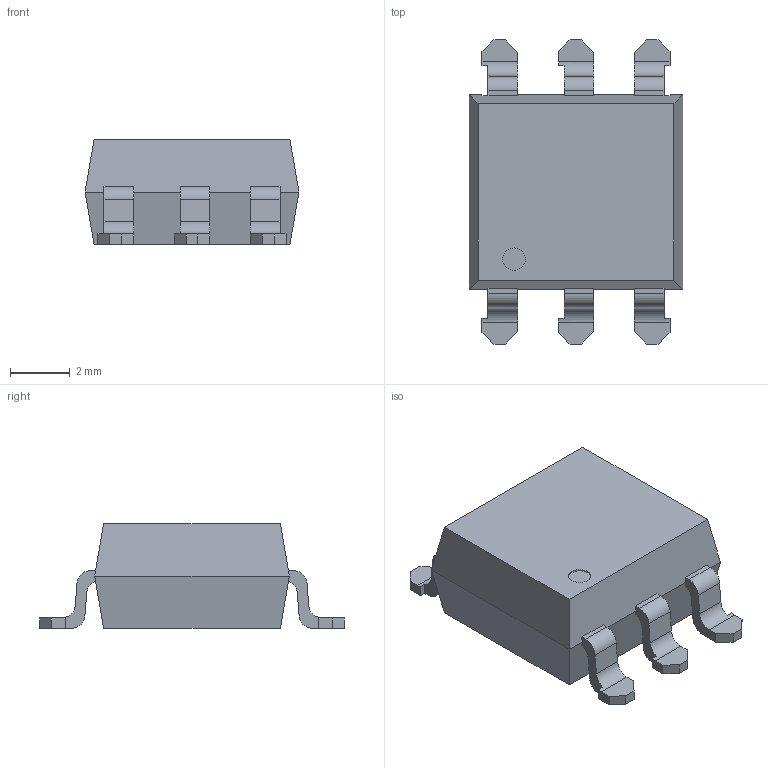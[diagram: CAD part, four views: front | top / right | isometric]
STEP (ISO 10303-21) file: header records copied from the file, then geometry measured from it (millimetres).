
FILE_DESCRIPTION(/* description */ (''),/* implementation_level */ '2;1');
FILE_NAME(/* name */ 'PDIP-6_SMD.step',/* time_stamp */ '2019-09-01T13:55:39-07:00',/* author */ (''),/* organization */ (''),/* preprocessor_version */ 'ST-DEVELOPER v18',/* originating_system */ 'Autodesk Translation Framework v8.2.0.1029',/* authorisation */ '');
FILE_SCHEMA (('AUTOMOTIVE_DESIGN { 1 0 10303 214 3 1 1 }'));
Length unit declared in the file: millimetre
Products named in the file (1): PDIP-6 SMD
Bounding box: 7.14 x 10.16 x 3.5 mm (x, y, z)
Volume: 157.8 mm3; surface area: 240.7 mm2
Topology: 7 solids, 7 shells, 150 faces, 399 edges, 264 vertices
Faces by surface type: plane 117, cylinder 33
Full cylindrical faces by diameter (mm): 0.75 x1
Entity records: 4750 total; most frequent: CARTESIAN_POINT 814, ORIENTED_EDGE 798, DIRECTION 777, EDGE_CURVE 399, LINE 323, VECTOR 323, VERTEX_POINT 264, AXIS2_PLACEMENT_3D 227
